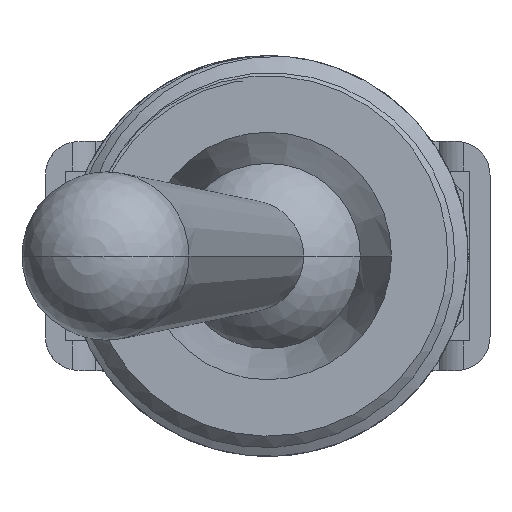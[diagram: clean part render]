
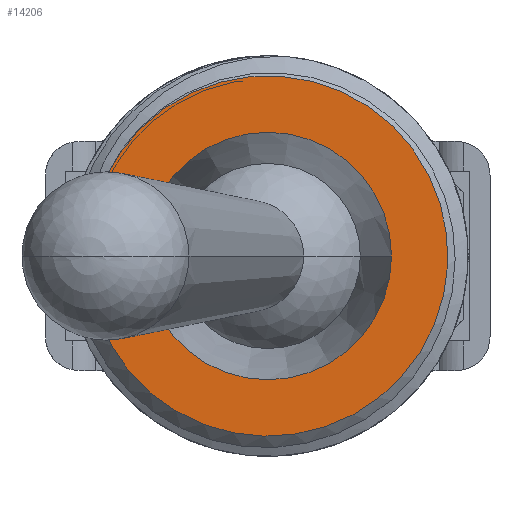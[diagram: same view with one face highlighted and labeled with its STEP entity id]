
A CAD part, front view. The second image highlights one B-rep face of the part: STEP entity #14206.
In plain terms, the highlighted planar face has unit normal (0, -1, 0).
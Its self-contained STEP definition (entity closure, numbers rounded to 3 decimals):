
#1820=CARTESIAN_POINT('',(-5.026,-11.9,-1.834));
#1821=CARTESIAN_POINT('',(-5.056,-11.9,-1.738));
#1822=CARTESIAN_POINT('',(-5.112,-11.9,-1.544));
#1823=CARTESIAN_POINT('',(-5.18,-11.9,-1.248));
#1824=CARTESIAN_POINT('',(-5.213,-11.9,-1.05));
#1825=CARTESIAN_POINT('',(-5.227,-11.9,-0.95));
#1827=DIRECTION('',(-1.,0.,0.));
#1828=VECTOR('',#1827,0.177);
#1829=CARTESIAN_POINT('',(-5.05,-11.9,-0.95));
#1830=LINE('',#1829,#1828);
#1831=DIRECTION('',(0.,0.,1.));
#1832=VECTOR('',#1831,1.9);
#1833=CARTESIAN_POINT('',(-5.05,-11.9,-0.95));
#1834=LINE('',#1833,#1832);
#1835=DIRECTION('',(-1.,0.,0.));
#1836=VECTOR('',#1835,0.155);
#1837=CARTESIAN_POINT('',(-5.05,-11.9,0.95));
#1838=LINE('',#1837,#1836);
#1839=CARTESIAN_POINT('',(-5.205,-11.9,0.95));
#1840=CARTESIAN_POINT('',(-5.197,-11.9,1.009));
#1841=CARTESIAN_POINT('',(-5.179,-11.9,1.127));
#1842=CARTESIAN_POINT('',(-5.145,-11.9,1.302));
#1843=CARTESIAN_POINT('',(-5.105,-11.9,1.476));
#1844=CARTESIAN_POINT('',(-5.06,-11.9,1.649));
#1845=CARTESIAN_POINT('',(-5.009,-11.9,1.82));
#1846=CARTESIAN_POINT('',(-4.952,-11.9,1.99));
#1847=CARTESIAN_POINT('',(-4.889,-11.9,2.157));
#1848=CARTESIAN_POINT('',(-4.844,-11.9,2.267));
#1849=CARTESIAN_POINT('',(-4.82,-11.9,2.322));
#1851=CARTESIAN_POINT('',(0.,-11.9,0.));
#1852=DIRECTION('',(0.,1.,0.));
#1853=DIRECTION('',(1.,0.,0.));
#1854=AXIS2_PLACEMENT_3D('',#1851,#1852,#1853);
#1856=CARTESIAN_POINT('',(0.,-11.9,0.));
#1857=DIRECTION('',(0.,-1.,0.));
#1858=DIRECTION('',(1.,0.,0.));
#1859=AXIS2_PLACEMENT_3D('',#1856,#1857,#1858);
#1868=CARTESIAN_POINT('',(0.,-11.9,0.));
#1869=DIRECTION('',(0.,-1.,0.));
#1870=DIRECTION('',(-0.939,0.,-0.343));
#1871=AXIS2_PLACEMENT_3D('',#1868,#1869,#1870);
#11710=CARTESIAN_POINT('',(3.675,-11.9,0.));
#11711=VERTEX_POINT('',#11710);
#11724=CARTESIAN_POINT('',(-3.675,-11.9,0.));
#11725=VERTEX_POINT('',#11724);
#11742=CARTESIAN_POINT('',(-5.05,-11.9,-0.95));
#11743=CARTESIAN_POINT('',(-5.05,-11.9,0.95));
#11744=VERTEX_POINT('',#11742);
#11745=VERTEX_POINT('',#11743);
#11762=VERTEX_POINT('',#1820);
#11763=VERTEX_POINT('',#1825);
#11764=VERTEX_POINT('',#1839);
#11765=VERTEX_POINT('',#1849);
#14183=CARTESIAN_POINT('',(0.,-11.9,0.));
#14184=DIRECTION('',(0.,1.,0.));
#14185=DIRECTION('',(1.,0.,0.));
#14186=AXIS2_PLACEMENT_3D('',#14183,#14184,#14185);
#14187=PLANE('',#14186);
#14189=ORIENTED_EDGE('',*,*,#14188,.T.);
#14191=ORIENTED_EDGE('',*,*,#14190,.F.);
#14192=ORIENTED_EDGE('',*,*,#14176,.T.);
#14193=ORIENTED_EDGE('',*,*,#14148,.T.);
#14195=ORIENTED_EDGE('',*,*,#14194,.T.);
#14197=ORIENTED_EDGE('',*,*,#14196,.F.);
#14198=EDGE_LOOP('',(#14189,#14191,#14192,#14193,#14195,#14197));
#14199=FACE_OUTER_BOUND('',#14198,.F.);
#14201=ORIENTED_EDGE('',*,*,#14200,.F.);
#14203=ORIENTED_EDGE('',*,*,#14202,.T.);
#14204=EDGE_LOOP('',(#14201,#14203));
#14205=FACE_BOUND('',#14204,.F.);
#14206=ADVANCED_FACE('',(#14199,#14205),#14187,.F.);
#1826=B_SPLINE_CURVE_WITH_KNOTS('',3,(#1820,#1821,#1822,#1823,#1824,#1825),
.UNSPECIFIED.,.F.,.F.,(4,1,1,4),(0.,0.333,0.667,1.),
.UNSPECIFIED.);
#1850=B_SPLINE_CURVE_WITH_KNOTS('',3,(#1839,#1840,#1841,#1842,#1843,#1844,#1845,
#1846,#1847,#1848,#1849),.UNSPECIFIED.,.F.,.F.,(4,1,1,1,1,1,1,1,4),(0.,
0.125,0.25,0.375,0.5,0.625,0.75,0.875,1.),.UNSPECIFIED.);
#1855=CIRCLE('',#1854,3.675);
#1860=CIRCLE('',#1859,3.675);
#1872=CIRCLE('',#1871,5.35);
#14148=EDGE_CURVE('',#11745,#11764,#1838,.T.);
#14176=EDGE_CURVE('',#11744,#11745,#1834,.T.);
#14188=EDGE_CURVE('',#11762,#11763,#1826,.T.);
#14190=EDGE_CURVE('',#11744,#11763,#1830,.T.);
#14194=EDGE_CURVE('',#11764,#11765,#1850,.T.);
#14196=EDGE_CURVE('',#11762,#11765,#1872,.T.);
#14200=EDGE_CURVE('',#11711,#11725,#1855,.T.);
#14202=EDGE_CURVE('',#11711,#11725,#1860,.T.);
